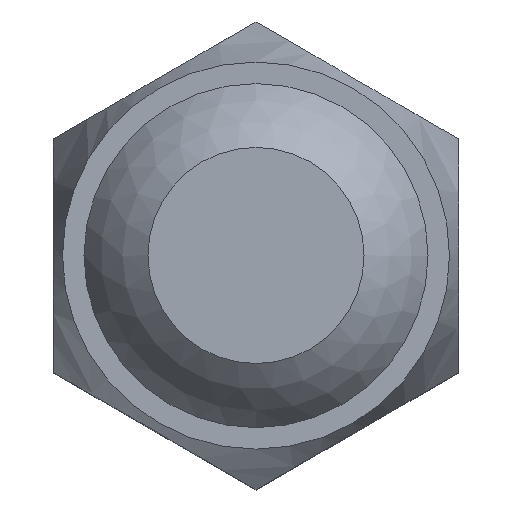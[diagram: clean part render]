
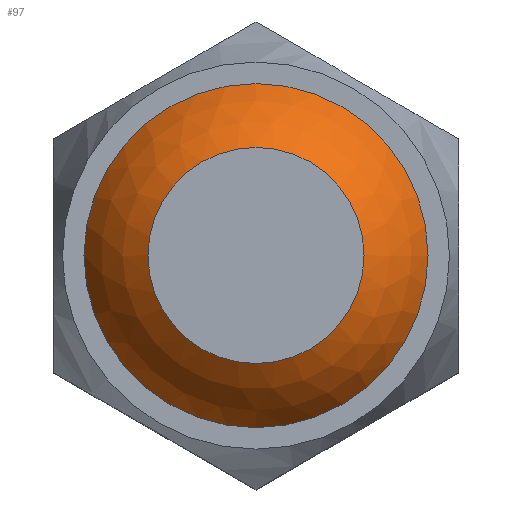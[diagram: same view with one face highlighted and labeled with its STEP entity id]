
A CAD part, top view. The second image highlights one B-rep face of the part: STEP entity #97.
In plain terms, the highlighted spherical face has radius 12.7 mm.
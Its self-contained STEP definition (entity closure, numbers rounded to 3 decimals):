
#97 = ADVANCED_FACE( '', ( #151, #152 ), #153, .T. );
#151 = FACE_OUTER_BOUND( '', #206, .T. );
#152 = FACE_OUTER_BOUND( '', #207, .T. );
#153 = SPHERICAL_SURFACE( '', #208, 12.7 );
#206 = EDGE_LOOP( '', ( #351 ) );
#207 = EDGE_LOOP( '', ( #352 ) );
#208 = AXIS2_PLACEMENT_3D( '', #353, #354, #355 );
#351 = ORIENTED_EDGE( '', *, *, #388, .T. );
#352 = ORIENTED_EDGE( '', *, *, #373, .F. );
#353 = CARTESIAN_POINT( '', ( 0., 0., 15.54 ) );
#354 = DIRECTION( '', ( 0., 0., 1. ) );
#355 = DIRECTION( '', ( 0., 1., 0. ) );
#373 = EDGE_CURVE( '', #426, #426, #427, .T. );
#388 = EDGE_CURVE( '', #451, #451, #452, .T. );
#426 = VERTEX_POINT( '', #577 );
#427 = CIRCLE( '', #578, 7.203 );
#451 = VERTEX_POINT( '', #748 );
#452 = CIRCLE( '', #749, 11.466 );
#577 = CARTESIAN_POINT( '', ( 7.203, 0., 26. ) );
#578 = AXIS2_PLACEMENT_3D( '', #810, #811, #812 );
#748 = CARTESIAN_POINT( '', ( 11.466, 0., 21. ) );
#749 = AXIS2_PLACEMENT_3D( '', #827, #828, #829 );
#810 = CARTESIAN_POINT( '', ( 0., 0., 26. ) );
#811 = DIRECTION( '', ( 0., 0., 1. ) );
#812 = DIRECTION( '', ( 1., 0., 0. ) );
#827 = CARTESIAN_POINT( '', ( 0., 0., 21. ) );
#828 = DIRECTION( '', ( 0., 0., 1. ) );
#829 = DIRECTION( '', ( 1., 0., 0. ) );
